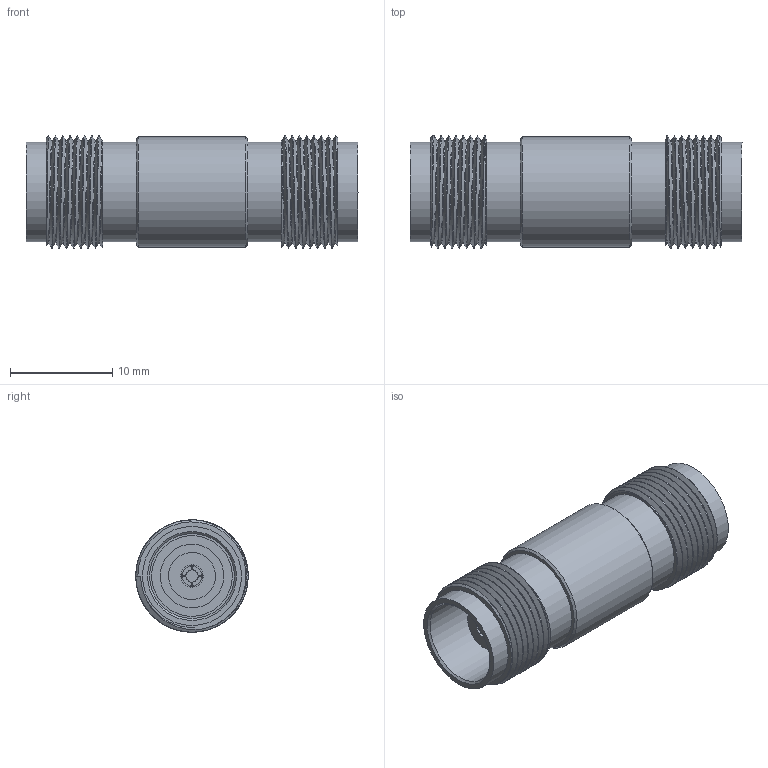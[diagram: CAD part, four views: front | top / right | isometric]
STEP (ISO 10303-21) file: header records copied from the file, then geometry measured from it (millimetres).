
FILE_DESCRIPTION(/* description */ ('Unknown'),/* implementation_level */ '2;1');
FILE_NAME(/* name */ '64470170111000',/* time_stamp */ '2023-04-17T10:10:33+02:00',/* author */ ('Unknown'),/* organization */ ('Unknown'),/* preprocessor_version */ 'ST-DEVELOPER v18.102',/* originating_system */ 'Solid Edge',/* authorisation */ 'Unknown');
FILE_SCHEMA (('AUTOMOTIVE_DESIGN {1 0 10303 214 3 1 1}'));
Length unit declared in the file: millimetre
Products named in the file (5): 64470170111000; 64470170111000_Housing; 64470170111000_Insulator; 64470170111000_Lock ring; 64470170111000_Pin
Assembly tree (5 placements, depth 2):
  64470170111000
    64470170111000_Housing
    64470170111000_Insulator  x2
    64470170111000_Lock ring
    64470170111000_Pin
Bounding box: 32.5 x 11 x 11 mm (x, y, z)
Volume: 1646.9 mm3; surface area: 3179.9 mm2
Topology: 5 solids, 5 shells, 108 faces, 239 edges, 155 vertices
Faces by surface type: plane 58, cylinder 27, cone 15, bspline 6, torus 2
Full cylindrical faces by diameter (mm): 1.2 x2, 2 x1, 2.1 x1, 2.2 x2, 2.5 x1, 4.6 x2, 6.2 x1, 6.9 x2, 7 x1, 7.9 x1, 7.95 x1, 8.3 x3, 9.7 x4, 10.8 x1
Entity records: 7096 total; most frequent: CARTESIAN_POINT 4889, DIRECTION 456, ORIENTED_EDGE 376, AXIS2_PLACEMENT_3D 207, EDGE_CURVE 188, EDGE_LOOP 146, FACE_BOUND 146, VERTEX_POINT 134
